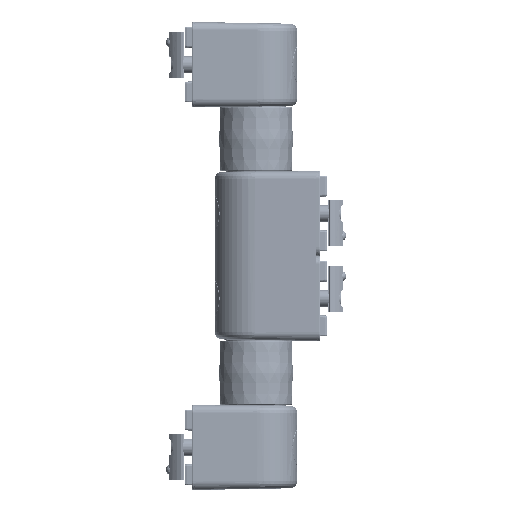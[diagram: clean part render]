
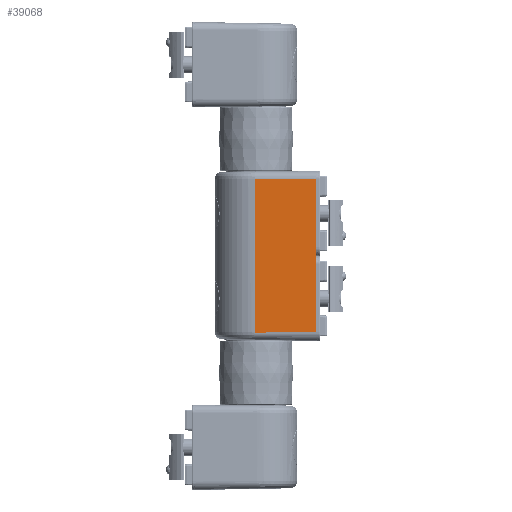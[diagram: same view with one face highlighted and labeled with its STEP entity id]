
A CAD part, top view. The second image highlights one B-rep face of the part: STEP entity #39068.
In plain terms, the highlighted face is planar.
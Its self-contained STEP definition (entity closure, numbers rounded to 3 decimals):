
#393=PLANE('',#42242);
#6381=FACE_OUTER_BOUND('',#9019,.T.);
#9019=EDGE_LOOP('',(#27298,#27299,#27300,#27301));
#11663=LINE('',#64618,#13358);
#11853=LINE('',#68500,#13548);
#13358=VECTOR('',#47173,1000.);
#13548=VECTOR('',#47651,1000.);
#15234=B_SPLINE_CURVE_WITH_KNOTS('',3,(#69419,#69420,#69421,#69422),
 .UNSPECIFIED.,.F.,.F.,(4,4),(-0.087,-0.058),
 .UNSPECIFIED.);
#15235=B_SPLINE_CURVE_WITH_KNOTS('',3,(#69423,#69424,#69425,#69426),
 .UNSPECIFIED.,.F.,.F.,(4,4),(0.057,0.085),
 .UNSPECIFIED.);
#16706=VERTEX_POINT('',#64616);
#16707=VERTEX_POINT('',#64617);
#17027=VERTEX_POINT('',#68445);
#17028=VERTEX_POINT('',#68499);
#20466=EDGE_CURVE('',#16706,#16707,#11663,.T.);
#20851=EDGE_CURVE('',#17028,#17027,#11853,.T.);
#20887=EDGE_CURVE('',#17027,#16707,#15234,.T.);
#20888=EDGE_CURVE('',#16706,#17028,#15235,.T.);
#27298=ORIENTED_EDGE('',*,*,#20851,.T.);
#27299=ORIENTED_EDGE('',*,*,#20887,.T.);
#27300=ORIENTED_EDGE('',*,*,#20466,.F.);
#27301=ORIENTED_EDGE('',*,*,#20888,.T.);
#39068=ADVANCED_FACE('',(#6381),#393,.F.);
#42242=AXIS2_PLACEMENT_3D('',#69418,#47676,#47677);
#47173=DIRECTION('',(0.,-1.,0.));
#47651=DIRECTION('',(0.,-1.,0.));
#47676=DIRECTION('center_axis',(-0.018,0.,1.));
#47677=DIRECTION('ref_axis',(1.,0.,0.018));
#64616=CARTESIAN_POINT('',(-28.,36.,-20.));
#64617=CARTESIAN_POINT('',(-28.,-36.001,-20.));
#64618=CARTESIAN_POINT('',(-28.,40.,-20.));
#68445=CARTESIAN_POINT('',(0.346,-36.006,-19.497));
#68499=CARTESIAN_POINT('',(0.346,36.253,-19.497));
#68500=CARTESIAN_POINT('',(0.346,40.,-19.497));
#69418=CARTESIAN_POINT('Origin',(0.346,40.,-19.497));
#69419=CARTESIAN_POINT('Ctrl Pts',(0.346,-36.006,
-19.497));
#69420=CARTESIAN_POINT('Ctrl Pts',(-9.1,-36.171,
-19.665));
#69421=CARTESIAN_POINT('Ctrl Pts',(-18.55,-36.086,-19.832));
#69422=CARTESIAN_POINT('Ctrl Pts',(-28.,-36.001,-20.));
#69423=CARTESIAN_POINT('Ctrl Pts',(-28.,36.,-20.));
#69424=CARTESIAN_POINT('Ctrl Pts',(-18.551,36.168,-19.832));
#69425=CARTESIAN_POINT('Ctrl Pts',(-9.101,36.335,-19.665));
#69426=CARTESIAN_POINT('Ctrl Pts',(0.346,36.253,-19.497));
